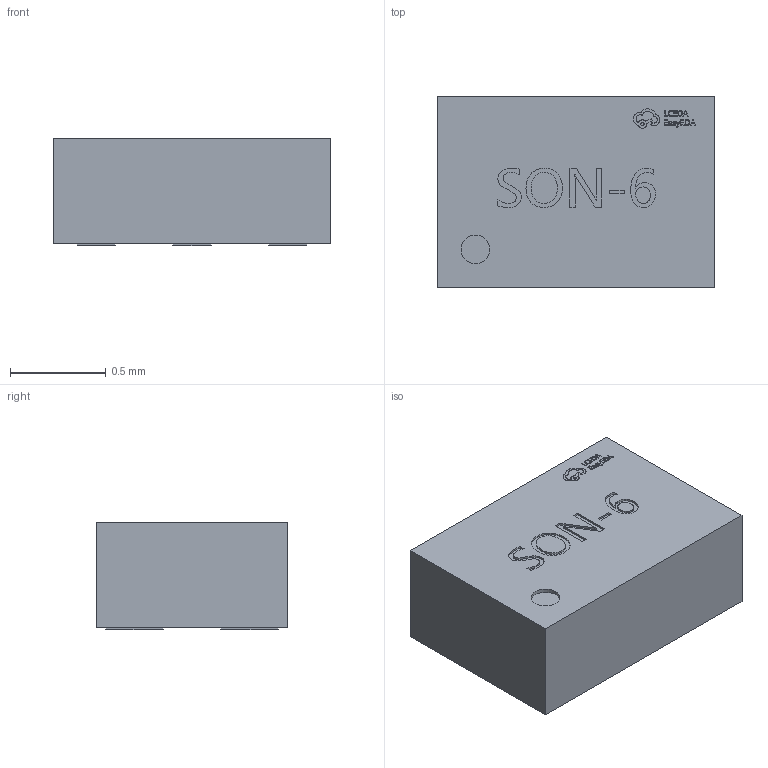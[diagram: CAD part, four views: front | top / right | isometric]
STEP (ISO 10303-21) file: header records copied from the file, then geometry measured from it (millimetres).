
FILE_DESCRIPTION (( 'STEP AP214' ), '1' );
FILE_NAME ('SON-6_L1.5-W1.0-H0.5-P0.50.step', '2022-07-26T09:24:55', ( '' ), ( '' ), 'SwSTEP 2.0', 'SolidWorks 2020', '' );
FILE_SCHEMA (( 'AUTOMOTIVE_DESIGN' ));
Length unit declared in the file: millimetre
Products named in the file (1): SON-6_L1.5-W1.0-H0.5-P0.50
Bounding box: 1.45 x 1 x 0.56 mm (x, y, z)
Volume: 0.8 mm3; surface area: 5.8 mm2
Topology: 14 solids, 14 shells, 392 faces, 1029 edges, 686 vertices
Faces by surface type: plane 242, bspline 148, cylinder 2
Entity records: 18973 total; most frequent: CARTESIAN_POINT 6448, ORIENTED_EDGE 2058, DIRECTION 1223, EDGE_CURVE 1029, VECTOR 725, LINE 725, VERTEX_POINT 686, EDGE_LOOP 425
